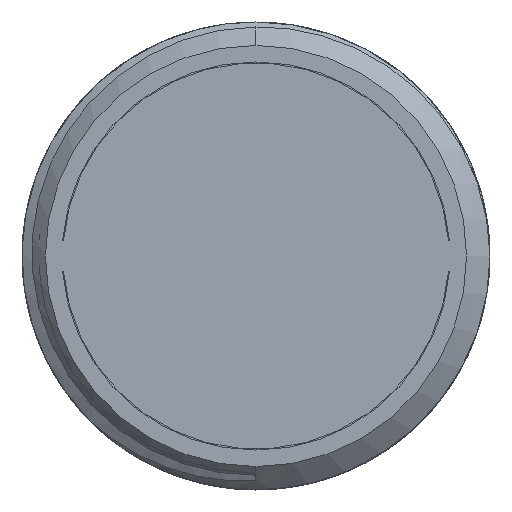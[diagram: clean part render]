
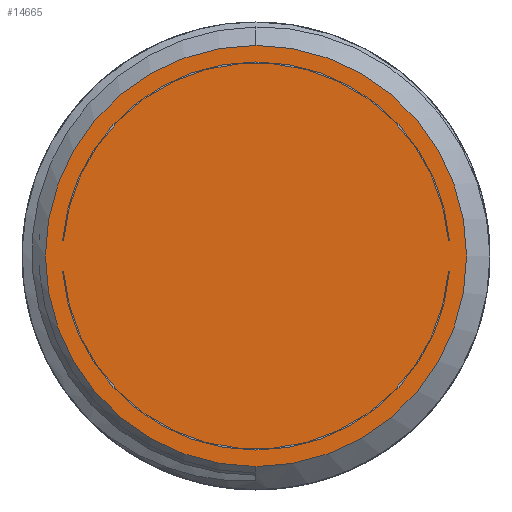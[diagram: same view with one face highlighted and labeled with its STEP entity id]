
A CAD part, left-side view. The second image highlights one B-rep face of the part: STEP entity #14665.
In plain terms, the highlighted planar face has unit normal (-1, 0, 0).
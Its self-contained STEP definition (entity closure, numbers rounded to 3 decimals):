
#4701=CARTESIAN_POINT('',(0.,4.65,0.));
#4702=DIRECTION('',(-1.,0.,0.));
#4703=DIRECTION('',(0.,0.566,0.825));
#4704=AXIS2_PLACEMENT_3D('',#4701,#4702,#4703);
#4706=CARTESIAN_POINT('',(0.,-4.65,0.));
#4707=DIRECTION('',(-1.,0.,0.));
#4708=DIRECTION('',(0.,-0.619,0.785));
#4709=AXIS2_PLACEMENT_3D('',#4706,#4707,#4708);
#4711=CARTESIAN_POINT('',(0.,0.,0.));
#4712=DIRECTION('',(-1.,0.,0.));
#4713=DIRECTION('',(0.,0.,-1.));
#4714=AXIS2_PLACEMENT_3D('',#4711,#4712,#4713);
#4716=CARTESIAN_POINT('',(0.,0.,0.));
#4717=DIRECTION('',(-1.,0.,0.));
#4718=DIRECTION('',(0.,0.,1.));
#4719=AXIS2_PLACEMENT_3D('',#4716,#4717,#4718);
#4721=CARTESIAN_POINT('',(0.,-4.65,0.));
#4722=DIRECTION('',(-1.,0.,0.));
#4723=DIRECTION('',(0.,-0.566,-0.825));
#4724=AXIS2_PLACEMENT_3D('',#4721,#4722,#4723);
#4726=CARTESIAN_POINT('',(0.,4.65,0.));
#4727=DIRECTION('',(-1.,0.,0.));
#4728=DIRECTION('',(0.,0.619,-0.785));
#4729=AXIS2_PLACEMENT_3D('',#4726,#4727,#4728);
#4731=CARTESIAN_POINT('',(0.,0.,0.));
#4732=DIRECTION('',(1.,0.,0.));
#4733=DIRECTION('',(0.,0.997,0.079));
#4734=AXIS2_PLACEMENT_3D('',#4731,#4732,#4733);
#4758=CARTESIAN_POINT('',(0.,0.,0.));
#4759=DIRECTION('',(1.,0.,0.));
#4760=DIRECTION('',(0.,-0.997,-0.079));
#4761=AXIS2_PLACEMENT_3D('',#4758,#4759,#4760);
#4780=CARTESIAN_POINT('',(0.,0.,0.));
#4781=DIRECTION('',(1.,0.,0.));
#4782=DIRECTION('',(0.,0.997,0.083));
#4783=AXIS2_PLACEMENT_3D('',#4780,#4781,#4782);
#4785=CARTESIAN_POINT('',(0.,0.,0.));
#4786=DIRECTION('',(1.,0.,0.));
#4787=DIRECTION('',(0.,-0.997,-0.083));
#4788=AXIS2_PLACEMENT_3D('',#4785,#4786,#4787);
#5576=CARTESIAN_POINT('',(0.,0.,-5.4));
#5577=CARTESIAN_POINT('',(0.,0.,5.4));
#5578=VERTEX_POINT('',#5576);
#5579=VERTEX_POINT('',#5577);
#6047=CARTESIAN_POINT('',(0.,-4.933,-0.412));
#6049=VERTEX_POINT('',#6047);
#6052=CARTESIAN_POINT('',(0.,-4.933,0.412));
#6054=VERTEX_POINT('',#6052);
#6055=CARTESIAN_POINT('',(0.,4.933,0.412));
#6057=VERTEX_POINT('',#6055);
#6060=CARTESIAN_POINT('',(0.,4.933,-0.412));
#6062=VERTEX_POINT('',#6060);
#6071=CARTESIAN_POINT('',(0.,4.959,-0.393));
#6073=VERTEX_POINT('',#6071);
#6075=CARTESIAN_POINT('',(0.,4.959,0.393));
#6077=VERTEX_POINT('',#6075);
#6079=CARTESIAN_POINT('',(0.,-4.959,0.393));
#6081=VERTEX_POINT('',#6079);
#6083=CARTESIAN_POINT('',(0.,-4.959,-0.393));
#6085=VERTEX_POINT('',#6083);
#14636=CARTESIAN_POINT('',(0.,0.,0.));
#14637=DIRECTION('',(1.,0.,0.));
#14638=DIRECTION('',(0.,0.,1.));
#14639=AXIS2_PLACEMENT_3D('',#14636,#14637,#14638);
#14640=PLANE('',#14639);
#14641=ORIENTED_EDGE('',*,*,#13359,.F.);
#14642=ORIENTED_EDGE('',*,*,#14630,.F.);
#14643=EDGE_LOOP('',(#14641,#14642));
#14644=FACE_OUTER_BOUND('',#14643,.F.);
#14646=ORIENTED_EDGE('',*,*,#14645,.F.);
#14648=ORIENTED_EDGE('',*,*,#14647,.F.);
#14650=ORIENTED_EDGE('',*,*,#14649,.T.);
#14652=ORIENTED_EDGE('',*,*,#14651,.F.);
#14653=EDGE_LOOP('',(#14646,#14648,#14650,#14652));
#14654=FACE_BOUND('',#14653,.F.);
#14656=ORIENTED_EDGE('',*,*,#14655,.F.);
#14658=ORIENTED_EDGE('',*,*,#14657,.F.);
#14660=ORIENTED_EDGE('',*,*,#14659,.T.);
#14662=ORIENTED_EDGE('',*,*,#14661,.F.);
#14663=EDGE_LOOP('',(#14656,#14658,#14660,#14662));
#14664=FACE_BOUND('',#14663,.F.);
#14665=ADVANCED_FACE('',(#14644,#14654,#14664),#14640,.F.);
#4705=CIRCLE('',#4704,0.5);
#4710=CIRCLE('',#4709,0.5);
#4715=CIRCLE('',#4714,5.4);
#4720=CIRCLE('',#4719,5.4);
#4725=CIRCLE('',#4724,0.5);
#4730=CIRCLE('',#4729,0.5);
#4735=CIRCLE('',#4734,4.975);
#4762=CIRCLE('',#4761,4.975);
#4784=CIRCLE('',#4783,4.95);
#4789=CIRCLE('',#4788,4.95);
#13359=EDGE_CURVE('',#5578,#5579,#4715,.T.);
#14630=EDGE_CURVE('',#5579,#5578,#4720,.T.);
#14645=EDGE_CURVE('',#6077,#6081,#4735,.T.);
#14647=EDGE_CURVE('',#6057,#6077,#4705,.T.);
#14649=EDGE_CURVE('',#6057,#6054,#4784,.T.);
#14651=EDGE_CURVE('',#6081,#6054,#4710,.T.);
#14655=EDGE_CURVE('',#6085,#6073,#4762,.T.);
#14657=EDGE_CURVE('',#6049,#6085,#4725,.T.);
#14659=EDGE_CURVE('',#6049,#6062,#4789,.T.);
#14661=EDGE_CURVE('',#6073,#6062,#4730,.T.);
